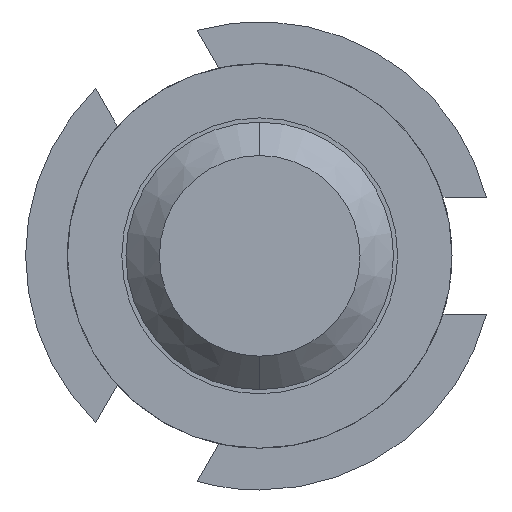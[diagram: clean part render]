
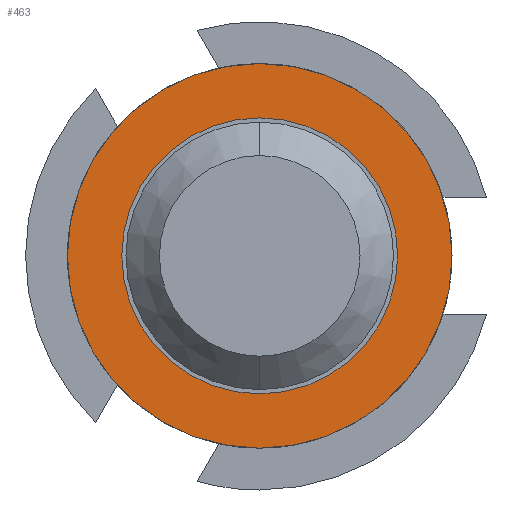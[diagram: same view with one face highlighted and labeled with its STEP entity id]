
A CAD part, front view. The second image highlights one B-rep face of the part: STEP entity #463.
In plain terms, the highlighted planar face has unit normal (0, -1, 0).
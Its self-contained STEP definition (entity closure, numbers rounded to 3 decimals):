
#198 = DIRECTION ( 'NONE',  ( 0., 1., 0. ) ) ;
#241 = CARTESIAN_POINT ( 'NONE',  ( 0., -1.5, 0. ) ) ;
#287 = ORIENTED_EDGE ( 'NONE', *, *, #1974, .F. ) ;
#417 = CARTESIAN_POINT ( 'NONE',  ( 0., -1.5, 0.825 ) ) ;
#463 = ADVANCED_FACE ( 'Defeature ausgef�hrt4_17', ( #2581, #4474 ), #962, .F. ) ;
#507 = EDGE_CURVE ( 'Defeature ausgef�hrt4_17+Defeature ausgef�hrt4_16+Defeature ausgef�hrt4_16+Defeature ausgef�hrt4_16', #1284, #4460, #2519, .T. ) ;
#622 = ORIENTED_EDGE ( 'NONE', *, *, #3719, .F. ) ;
#962 = PLANE ( 'NONE',  #1920 ) ;
#1189 = CIRCLE ( 'NONE', #3348, 1.15 ) ;
#1284 = VERTEX_POINT ( 'NONE', #417 ) ;
#1331 = DIRECTION ( 'NONE',  ( 0., 0., 1. ) ) ;
#1436 = CARTESIAN_POINT ( 'NONE',  ( 0., -1.5, -0.825 ) ) ;
#1586 = DIRECTION ( 'NONE',  ( 0., 0., 1. ) ) ;
#1633 = CIRCLE ( 'NONE', #1926, 1.15 ) ;
#1637 = CARTESIAN_POINT ( 'NONE',  ( 0., -1.5, 0. ) ) ;
#1695 = DIRECTION ( 'NONE',  ( 0., 1., 0. ) ) ;
#1699 = VERTEX_POINT ( 'NONE', #2482 ) ;
#1707 = DIRECTION ( 'NONE',  ( 0., 0., 1. ) ) ;
#1848 = ORIENTED_EDGE ( 'NONE', *, *, #3632, .T. ) ;
#1920 = AXIS2_PLACEMENT_3D ( 'NONE', #3468, #1695, #1331 ) ;
#1926 = AXIS2_PLACEMENT_3D ( 'NONE', #4597, #3551, #1707 ) ;
#1974 = EDGE_CURVE ( 'Defeature ausgef�hrt4_13+Defeature ausgef�hrt4_17+Defeature ausgef�hrt4_17+Defeature ausgef�hrt4_17', #2658, #1699, #1189, .T. ) ;
#2056 = CARTESIAN_POINT ( 'NONE',  ( 0., -1.5, -1.15 ) ) ;
#2459 = DIRECTION ( 'NONE',  ( 0., 0., 1. ) ) ;
#2482 = CARTESIAN_POINT ( 'NONE',  ( 0., -1.5, 1.15 ) ) ;
#2519 = CIRCLE ( 'NONE', #4109, 0.825 ) ;
#2581 = FACE_OUTER_BOUND ( 'NONE', #4139, .T. ) ;
#2658 = VERTEX_POINT ( 'NONE', #2056 ) ;
#3106 = DIRECTION ( 'NONE',  ( 0., 1., 0. ) ) ;
#3116 = DIRECTION ( 'NONE',  ( 0., 0., 1. ) ) ;
#3284 = ORIENTED_EDGE ( 'NONE', *, *, #507, .T. ) ;
#3348 = AXIS2_PLACEMENT_3D ( 'NONE', #1637, #3106, #1586 ) ;
#3389 = AXIS2_PLACEMENT_3D ( 'NONE', #241, #198, #3116 ) ;
#3468 = CARTESIAN_POINT ( 'NONE',  ( 0.825, -1.5, 0. ) ) ;
#3551 = DIRECTION ( 'NONE',  ( 0., 1., 0. ) ) ;
#3632 = EDGE_CURVE ( 'Defeature ausgef�hrt4_17+Defeature ausgef�hrt4_16+Defeature ausgef�hrt4_16+Defeature ausgef�hrt4_16', #4460, #1284, #4640, .T. ) ;
#3719 = EDGE_CURVE ( 'Defeature ausgef�hrt4_13+Defeature ausgef�hrt4_17+Defeature ausgef�hrt4_17+Defeature ausgef�hrt4_17', #1699, #2658, #1633, .T. ) ;
#4109 = AXIS2_PLACEMENT_3D ( 'NONE', #4585, #4186, #2459 ) ;
#4111 = EDGE_LOOP ( 'NONE', ( #3284, #1848 ) ) ;
#4139 = EDGE_LOOP ( 'NONE', ( #622, #287 ) ) ;
#4186 = DIRECTION ( 'NONE',  ( 0., 1., 0. ) ) ;
#4460 = VERTEX_POINT ( 'NONE', #1436 ) ;
#4474 = FACE_BOUND ( 'NONE', #4111, .T. ) ;
#4585 = CARTESIAN_POINT ( 'NONE',  ( 0., -1.5, 0. ) ) ;
#4597 = CARTESIAN_POINT ( 'NONE',  ( 0., -1.5, 0. ) ) ;
#4640 = CIRCLE ( 'NONE', #3389, 0.825 ) ;
